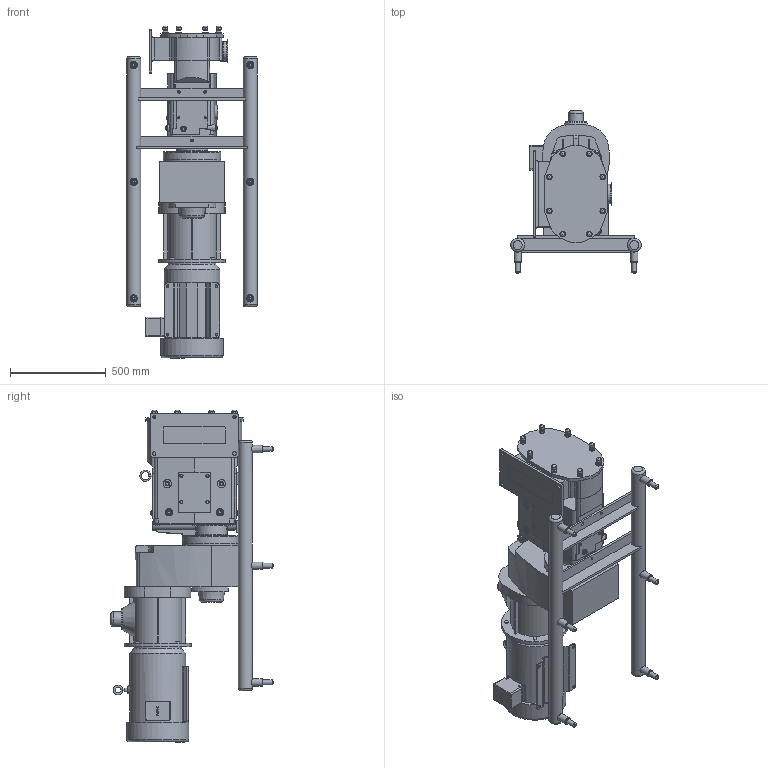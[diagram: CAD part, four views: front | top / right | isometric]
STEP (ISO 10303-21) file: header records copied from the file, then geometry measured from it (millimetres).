
FILE_DESCRIPTION(/* description */ (''),/* implementation_level */ '2;1');
FILE_NAME(/* name */ 'U3_214U3_256TC_(3.55 x 12.8)x4.0_S-Line_20HP_LH_SM.stp',/* time_stamp */ '2021-05-24T19:16:16+06:00',/* author */ ('trtmhr'),/* organization */ (''),/* preprocessor_version */ 'ST-DEVELOPER v18.1',/* originating_system */ 'Autodesk Inventor 2020',/* authorisation */ '');
FILE_SCHEMA (('AUTOMOTIVE_DESIGN { 1 0 10303 214 3 1 1 }'));
Length unit declared in the file: inch
Products named in the file (1): U3_214U3_256TC_(3.55 x 12.8)x4.0_S-Line_20HP_LH_SM
Bounding box: 682.62 x 849.16 x 1734.85 mm (x, y, z)
Volume: 174392193.9 mm3; surface area: 4413226.4 mm2
Topology: 4 solids, 4 shells, 1009 faces, 2737 edges, 1812 vertices
Faces by surface type: plane 521, cylinder 261, bspline 85, torus 74, cone 60, sphere 8
Full cylindrical faces by diameter (mm): 7.798 x1, 10.719 x4, 12.7 x2, 13.462 x4, 14.3 x3, 14.478 x1, 15.24 x1, 17.526 x4, 19.304 x1, 23.012 x8, 23.876 x3, 25.4 x11, 29.083 x8, 29.21 x2, 31.75 x3, 38.1 x10, 42.672 x2, 75.997 x1, 101.6 x1, 102.946 x2, 103.962 x1, 111.989 x1, 119.024 x1, 250.012 x1, 292.329 x1, 299.974 x1, 299.999 x1, 324.612 x1, 350.012 x1
Entity records: 34833 total; most frequent: CARTESIAN_POINT 9308, ORIENTED_EDGE 5432, DIRECTION 5184, EDGE_CURVE 2716, AXIS2_PLACEMENT_3D 1918, VERTEX_POINT 1812, LINE 1348, VECTOR 1348
